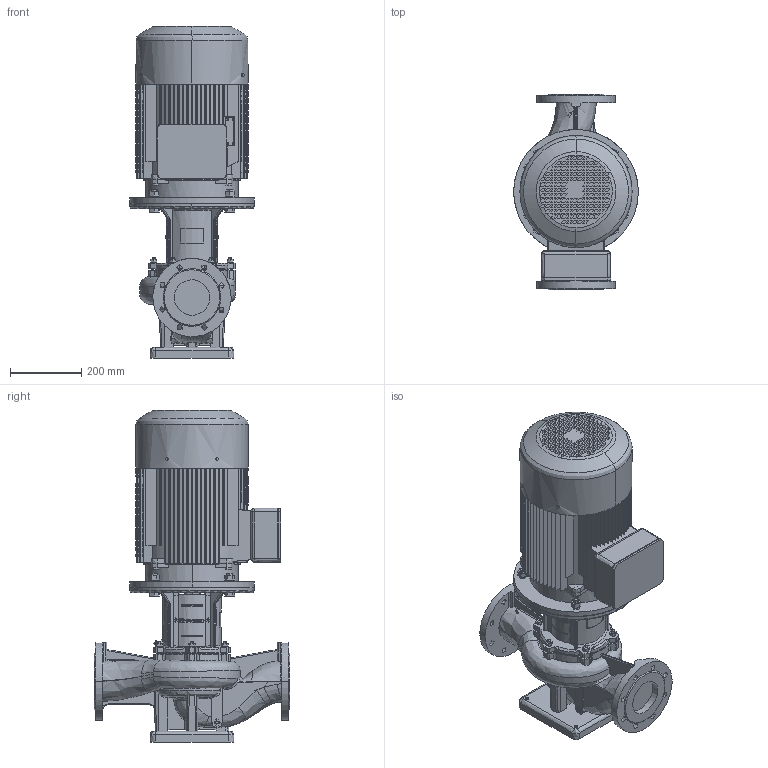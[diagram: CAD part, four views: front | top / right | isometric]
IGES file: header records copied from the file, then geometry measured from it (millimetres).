
Global section: file name: 015P2044 (RV 100-4102); native system: AutoCAD 2021 — Русский (Russian),62HAutod; preprocessor: esk Translation Framework DWG producer (atf_dwg_producer); organization: unknown; date: 20230911.222356; units: millimetre
Bounding box: 350 x 550 x 933 mm (x, y, z)
Volume: 48676354.8 mm3; surface area: 2881541.2 mm2
Topology: 56 solids, 57 shells, 3671 faces, 11984 edges, 8826 vertices
Faces by surface type: bspline 3561, revolution 110
